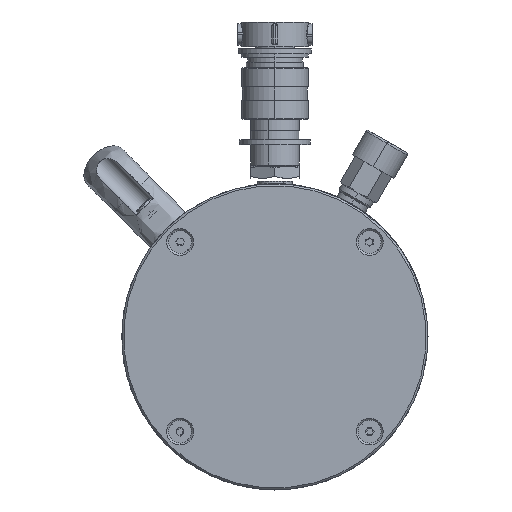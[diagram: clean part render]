
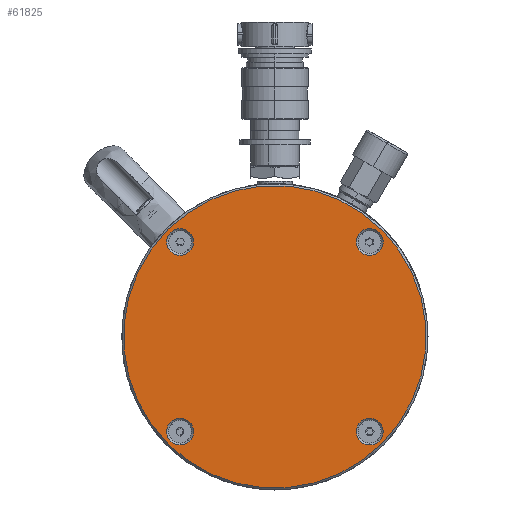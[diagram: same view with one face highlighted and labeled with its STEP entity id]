
A CAD part, front view. The second image highlights one B-rep face of the part: STEP entity #61825.
In plain terms, the highlighted planar face has unit normal (0, -1, 0).
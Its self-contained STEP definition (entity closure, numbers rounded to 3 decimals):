
#1137 = VERTEX_POINT ( 'NONE', #14440 ) ;
#1413 = DIRECTION ( 'NONE',  ( 0., -1., 0. ) ) ;
#2797 = DIRECTION ( 'NONE',  ( 0., -1., 0. ) ) ;
#3458 = CIRCLE ( 'NONE', #36047, 7. ) ;
#3861 = CARTESIAN_POINT ( 'NONE',  ( -49.497, -6.5, 49.497 ) ) ;
#4804 = ORIENTED_EDGE ( 'NONE', *, *, #11655, .F. ) ;
#5463 = FACE_BOUND ( 'NONE', #25038, .T. ) ;
#5558 = AXIS2_PLACEMENT_3D ( 'NONE', #14692, #50238, #29801 ) ;
#6598 = CIRCLE ( 'NONE', #5558, 7. ) ;
#6746 = CIRCLE ( 'NONE', #23538, 79. ) ;
#6770 = FACE_OUTER_BOUND ( 'NONE', #46033, .T. ) ;
#6915 = CIRCLE ( 'NONE', #45797, 7. ) ;
#7139 = EDGE_CURVE ( 'NONE', #8837, #18947, #61741, .T. ) ;
#7407 = DIRECTION ( 'NONE',  ( -0.707, 0., 0.707 ) ) ;
#7766 = EDGE_LOOP ( 'NONE', ( #29118, #4804 ) ) ;
#8837 = VERTEX_POINT ( 'NONE', #16754 ) ;
#9733 = DIRECTION ( 'NONE',  ( 0., -1., 0. ) ) ;
#11655 = EDGE_CURVE ( 'NONE', #61830, #25605, #26680, .T. ) ;
#11943 = EDGE_CURVE ( 'NONE', #1137, #51165, #27752, .T. ) ;
#12352 = DIRECTION ( 'NONE',  ( 0., -1., 0. ) ) ;
#12843 = ORIENTED_EDGE ( 'NONE', *, *, #7139, .F. ) ;
#13375 = DIRECTION ( 'NONE',  ( -0.707, 0., 0.707 ) ) ;
#13642 = PLANE ( 'NONE',  #49229 ) ;
#13782 = DIRECTION ( 'NONE',  ( -0.707, 0., 0.707 ) ) ;
#14052 = DIRECTION ( 'NONE',  ( -0.707, 0., 0.707 ) ) ;
#14440 = CARTESIAN_POINT ( 'NONE',  ( -44.548, -6.5, -54.447 ) ) ;
#14692 = CARTESIAN_POINT ( 'NONE',  ( 49.497, -6.5, -49.497 ) ) ;
#16754 = CARTESIAN_POINT ( 'NONE',  ( 54.447, -6.5, 44.548 ) ) ;
#17892 = CARTESIAN_POINT ( 'NONE',  ( 0., -6.5, 0. ) ) ;
#18536 = DIRECTION ( 'NONE',  ( -0.707, 0., 0.707 ) ) ;
#18947 = VERTEX_POINT ( 'NONE', #32655 ) ;
#19542 = EDGE_CURVE ( 'NONE', #21926, #56929, #6598, .T. ) ;
#20611 = CARTESIAN_POINT ( 'NONE',  ( -54.447, -6.5, -44.548 ) ) ;
#20702 = ORIENTED_EDGE ( 'NONE', *, *, #24366, .F. ) ;
#20942 = CARTESIAN_POINT ( 'NONE',  ( -49.497, -6.5, -49.497 ) ) ;
#21430 = AXIS2_PLACEMENT_3D ( 'NONE', #3861, #53540, #14052 ) ;
#21467 = AXIS2_PLACEMENT_3D ( 'NONE', #47615, #38699, #13375 ) ;
#21926 = VERTEX_POINT ( 'NONE', #61885 ) ;
#22147 = EDGE_CURVE ( 'NONE', #25605, #61830, #3458, .T. ) ;
#22679 = DIRECTION ( 'NONE',  ( 0., -1., 0. ) ) ;
#22823 = DIRECTION ( 'NONE',  ( -0.707, 0., 0.707 ) ) ;
#23538 = AXIS2_PLACEMENT_3D ( 'NONE', #36799, #22679, #57561 ) ;
#23648 = CARTESIAN_POINT ( 'NONE',  ( -49.497, -6.5, -49.497 ) ) ;
#24052 = EDGE_CURVE ( 'NONE', #49523, #51166, #6746, .T. ) ;
#24366 = EDGE_CURVE ( 'NONE', #18947, #8837, #49856, .T. ) ;
#25038 = EDGE_LOOP ( 'NONE', ( #20702, #12843 ) ) ;
#25204 = CARTESIAN_POINT ( 'NONE',  ( 49.497, -6.5, 49.497 ) ) ;
#25505 = FACE_BOUND ( 'NONE', #7766, .T. ) ;
#25605 = VERTEX_POINT ( 'NONE', #33566 ) ;
#26516 = ORIENTED_EDGE ( 'NONE', *, *, #51994, .F. ) ;
#26680 = CIRCLE ( 'NONE', #21430, 7. ) ;
#26814 = FACE_BOUND ( 'NONE', #34640, .T. ) ;
#27752 = CIRCLE ( 'NONE', #59297, 7. ) ;
#27920 = CIRCLE ( 'NONE', #39464, 79. ) ;
#29118 = ORIENTED_EDGE ( 'NONE', *, *, #22147, .F. ) ;
#29801 = DIRECTION ( 'NONE',  ( -0.707, 0., 0.707 ) ) ;
#30522 = ORIENTED_EDGE ( 'NONE', *, *, #45936, .F. ) ;
#30770 = CARTESIAN_POINT ( 'NONE',  ( 55.861, -6.5, -55.861 ) ) ;
#32655 = CARTESIAN_POINT ( 'NONE',  ( 44.548, -6.5, 54.447 ) ) ;
#33566 = CARTESIAN_POINT ( 'NONE',  ( -54.447, -6.5, 54.447 ) ) ;
#34406 = DIRECTION ( 'NONE',  ( -0.707, 0., 0.707 ) ) ;
#34640 = EDGE_LOOP ( 'NONE', ( #30522, #36447 ) ) ;
#36047 = AXIS2_PLACEMENT_3D ( 'NONE', #38265, #47830, #22823 ) ;
#36447 = ORIENTED_EDGE ( 'NONE', *, *, #11943, .F. ) ;
#36490 = EDGE_CURVE ( 'NONE', #51166, #49523, #27920, .T. ) ;
#36613 = ORIENTED_EDGE ( 'NONE', *, *, #24052, .T. ) ;
#36645 = EDGE_LOOP ( 'NONE', ( #57232, #26516 ) ) ;
#36799 = CARTESIAN_POINT ( 'NONE',  ( 0., -6.5, 0. ) ) ;
#36888 = CARTESIAN_POINT ( 'NONE',  ( -55.861, -6.5, 55.861 ) ) ;
#38265 = CARTESIAN_POINT ( 'NONE',  ( -49.497, -6.5, 49.497 ) ) ;
#38699 = DIRECTION ( 'NONE',  ( 0., -1., 0. ) ) ;
#39464 = AXIS2_PLACEMENT_3D ( 'NONE', #17892, #43870, #18536 ) ;
#41557 = DIRECTION ( 'NONE',  ( -0.707, 0., 0.707 ) ) ;
#41644 = DIRECTION ( 'NONE',  ( -0.707, 0., 0.707 ) ) ;
#41947 = FACE_BOUND ( 'NONE', #36645, .T. ) ;
#42562 = ORIENTED_EDGE ( 'NONE', *, *, #36490, .T. ) ;
#43870 = DIRECTION ( 'NONE',  ( 0., -1., 0. ) ) ;
#44378 = DIRECTION ( 'NONE',  ( 0., -1., 0. ) ) ;
#45797 = AXIS2_PLACEMENT_3D ( 'NONE', #46517, #1413, #41557 ) ;
#45936 = EDGE_CURVE ( 'NONE', #51165, #1137, #52344, .T. ) ;
#46033 = EDGE_LOOP ( 'NONE', ( #42562, #36613 ) ) ;
#46517 = CARTESIAN_POINT ( 'NONE',  ( 49.497, -6.5, -49.497 ) ) ;
#47547 = CARTESIAN_POINT ( 'NONE',  ( 0., -6.5, 0. ) ) ;
#47615 = CARTESIAN_POINT ( 'NONE',  ( 49.497, -6.5, 49.497 ) ) ;
#47830 = DIRECTION ( 'NONE',  ( 0., -1., 0. ) ) ;
#47871 = CARTESIAN_POINT ( 'NONE',  ( -44.548, -6.5, 44.548 ) ) ;
#49229 = AXIS2_PLACEMENT_3D ( 'NONE', #47547, #2797, #7407 ) ;
#49523 = VERTEX_POINT ( 'NONE', #36888 ) ;
#49856 = CIRCLE ( 'NONE', #21467, 7. ) ;
#50174 = CARTESIAN_POINT ( 'NONE',  ( 54.447, -6.5, -54.447 ) ) ;
#50238 = DIRECTION ( 'NONE',  ( 0., -1., 0. ) ) ;
#51165 = VERTEX_POINT ( 'NONE', #20611 ) ;
#51166 = VERTEX_POINT ( 'NONE', #30770 ) ;
#51994 = EDGE_CURVE ( 'NONE', #56929, #21926, #6915, .T. ) ;
#52344 = CIRCLE ( 'NONE', #60774, 7. ) ;
#53540 = DIRECTION ( 'NONE',  ( 0., -1., 0. ) ) ;
#56929 = VERTEX_POINT ( 'NONE', #50174 ) ;
#57232 = ORIENTED_EDGE ( 'NONE', *, *, #19542, .F. ) ;
#57561 = DIRECTION ( 'NONE',  ( -0.707, 0., 0.707 ) ) ;
#59297 = AXIS2_PLACEMENT_3D ( 'NONE', #20942, #12352, #41644 ) ;
#60704 = AXIS2_PLACEMENT_3D ( 'NONE', #25204, #9733, #34406 ) ;
#60774 = AXIS2_PLACEMENT_3D ( 'NONE', #23648, #44378, #13782 ) ;
#61741 = CIRCLE ( 'NONE', #60704, 7. ) ;
#61825 = ADVANCED_FACE ( 'NONE', ( #6770, #5463, #26814, #41947, #25505 ), #13642, .T. ) ;
#61830 = VERTEX_POINT ( 'NONE', #47871 ) ;
#61885 = CARTESIAN_POINT ( 'NONE',  ( 44.548, -6.5, -44.548 ) ) ;
